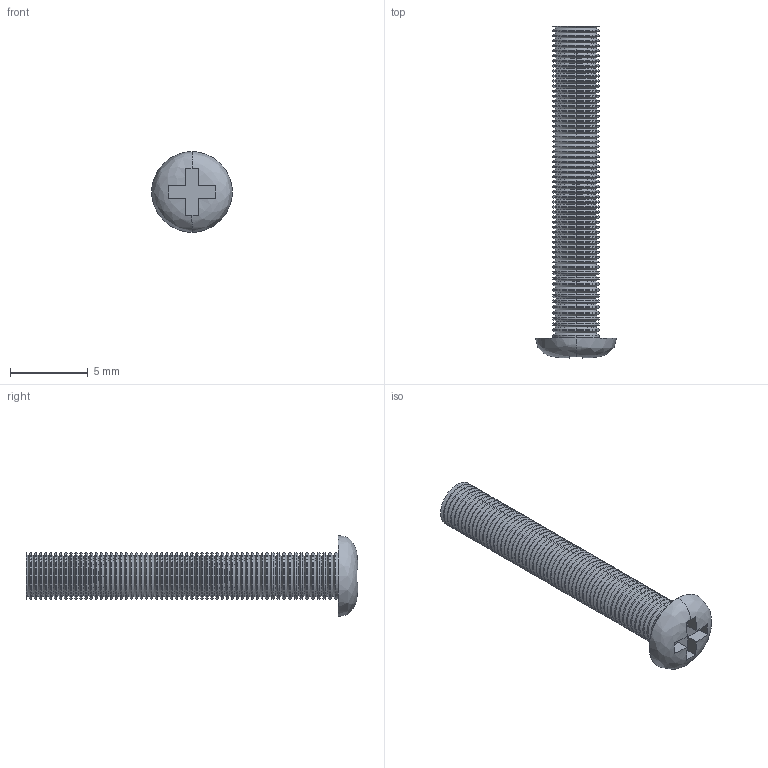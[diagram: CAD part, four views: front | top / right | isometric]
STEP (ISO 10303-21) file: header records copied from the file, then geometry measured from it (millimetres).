
FILE_DESCRIPTION (( 'STEP AP214' ), '1' );
FILE_NAME ('Screw M3X20圉埴芛坋趼蹟隊.step', '2016-10-28T04:23:18', ( 'dell' ), ( '' ), 'SwSTEP 2.0', 'SolidWorks 2013', '' );
FILE_SCHEMA (( 'AUTOMOTIVE_DESIGN' ));
Length unit declared in the file: millimetre
Products named in the file (1): Screw M3X20圉埴芛坋趼蹟隊
Bounding box: 5.2 x 21.38 x 5.2 mm (x, y, z)
Volume: 143.3 mm3; surface area: 380.8 mm2
Topology: 1 solids, 1 shells, 375 faces, 760 edges, 388 vertices
Faces by surface type: cone 240, cylinder 118, plane 15, bspline 2
Entity records: 9612 total; most frequent: DIRECTION 1854, CARTESIAN_POINT 1674, ORIENTED_EDGE 1520, EDGE_CURVE 760, AXIS2_PLACEMENT_3D 736, VERTEX_POINT 388, LINE 382, VECTOR 382
